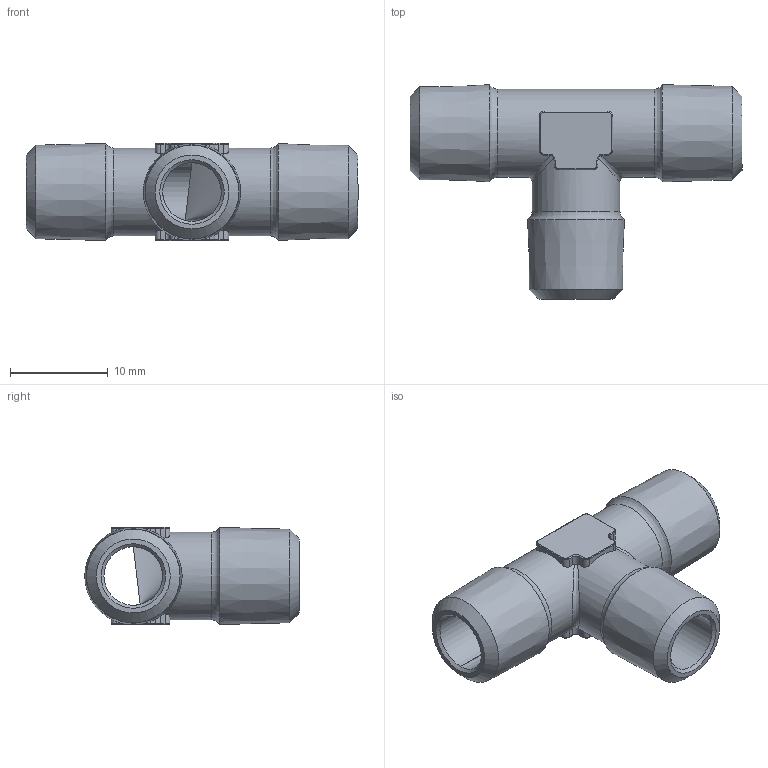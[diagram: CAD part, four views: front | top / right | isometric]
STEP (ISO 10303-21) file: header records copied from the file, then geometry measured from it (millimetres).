
FILE_DESCRIPTION(( 'RAL.36.18.18.stp' ), '1');
FILE_NAME( 'RAL.36.18.18.stp', '2021-02-22T10:32:09',( 'Sopra'),('sopra-pneumatic.com'), 'SwSTEP 2.0','SolidWorks 2009','' );
FILE_SCHEMA( ( 'CONFIG_CONTROL_DESIGN' ) );
Length unit declared in the file: millimetre
Products named in the file (1): NONE
Bounding box: 34 x 21.97 x 10 mm (x, y, z)
Volume: 1916.3 mm3; surface area: 2344.9 mm2
Topology: 1 solids, 1 shells, 87 faces, 218 edges, 132 vertices
Faces by surface type: cylinder 36, plane 21, torus 19, cone 9, bspline 2
Full cylindrical faces by diameter (mm): 6 x2, 9 x2
Entity records: 2811 total; most frequent: CARTESIAN_POINT 815, DIRECTION 422, ORIENTED_EDGE 384, EDGE_CURVE 192, AXIS2_PLACEMENT_3D 174, VERTEX_POINT 124, EDGE_LOOP 108, FACE_OUTER_BOUND 94
